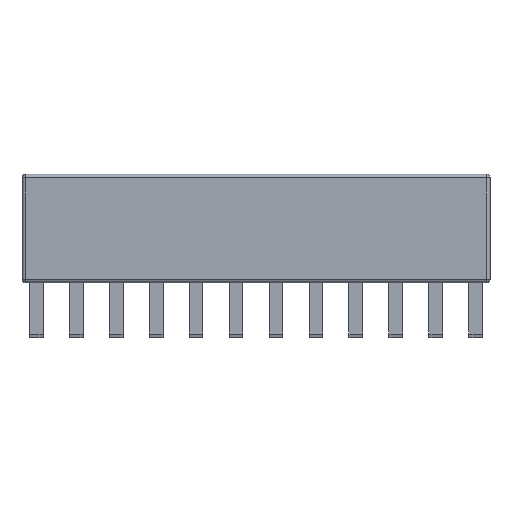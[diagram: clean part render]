
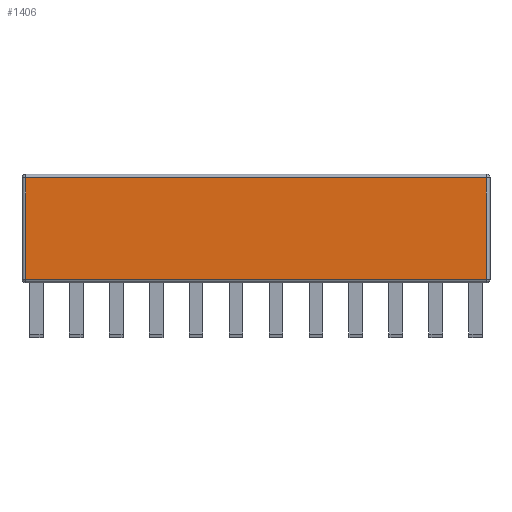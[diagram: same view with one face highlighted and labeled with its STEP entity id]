
A CAD part, top view. The second image highlights one B-rep face of the part: STEP entity #1406.
In plain terms, the highlighted planar face has unit normal (0, 0, 1).
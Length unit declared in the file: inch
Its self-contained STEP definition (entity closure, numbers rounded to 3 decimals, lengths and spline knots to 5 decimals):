
#257=DIRECTION('',(0.,1.,0.));
#258=VECTOR('',#257,0.81);
#259=CARTESIAN_POINT('',(1.845,0.03,0.184));
#260=LINE('',#259,#258);
#261=DIRECTION('',(1.,0.,0.));
#262=VECTOR('',#261,3.69);
#263=CARTESIAN_POINT('',(-1.845,0.03,0.184));
#264=LINE('',#263,#262);
#265=DIRECTION('',(0.,-1.,0.));
#266=VECTOR('',#265,0.81);
#267=CARTESIAN_POINT('',(-1.845,0.84,0.184));
#268=LINE('',#267,#266);
#269=DIRECTION('',(-1.,0.,0.));
#270=VECTOR('',#269,3.69);
#271=CARTESIAN_POINT('',(1.845,0.84,0.184));
#272=LINE('',#271,#270);
#904=CARTESIAN_POINT('',(1.845,0.03,0.184));
#905=CARTESIAN_POINT('',(1.845,0.84,0.184));
#906=VERTEX_POINT('',#904);
#907=VERTEX_POINT('',#905);
#912=CARTESIAN_POINT('',(-1.845,0.84,0.184));
#913=VERTEX_POINT('',#912);
#930=CARTESIAN_POINT('',(-1.845,0.03,0.184));
#931=VERTEX_POINT('',#930);
#1392=CARTESIAN_POINT('',(0.,0.,0.184));
#1393=DIRECTION('',(0.,0.,1.));
#1394=DIRECTION('',(1.,0.,0.));
#1395=AXIS2_PLACEMENT_3D('',#1392,#1393,#1394);
#1396=PLANE('',#1395);
#1398=ORIENTED_EDGE('',*,*,#1397,.F.);
#1400=ORIENTED_EDGE('',*,*,#1399,.F.);
#1401=ORIENTED_EDGE('',*,*,#1382,.F.);
#1403=ORIENTED_EDGE('',*,*,#1402,.F.);
#1404=EDGE_LOOP('',(#1398,#1400,#1401,#1403));
#1405=FACE_OUTER_BOUND('',#1404,.F.);
#1406=ADVANCED_FACE('',(#1405),#1396,.T.);
#1382=EDGE_CURVE('',#913,#931,#268,.T.);
#1397=EDGE_CURVE('',#906,#907,#260,.T.);
#1399=EDGE_CURVE('',#931,#906,#264,.T.);
#1402=EDGE_CURVE('',#907,#913,#272,.T.);
